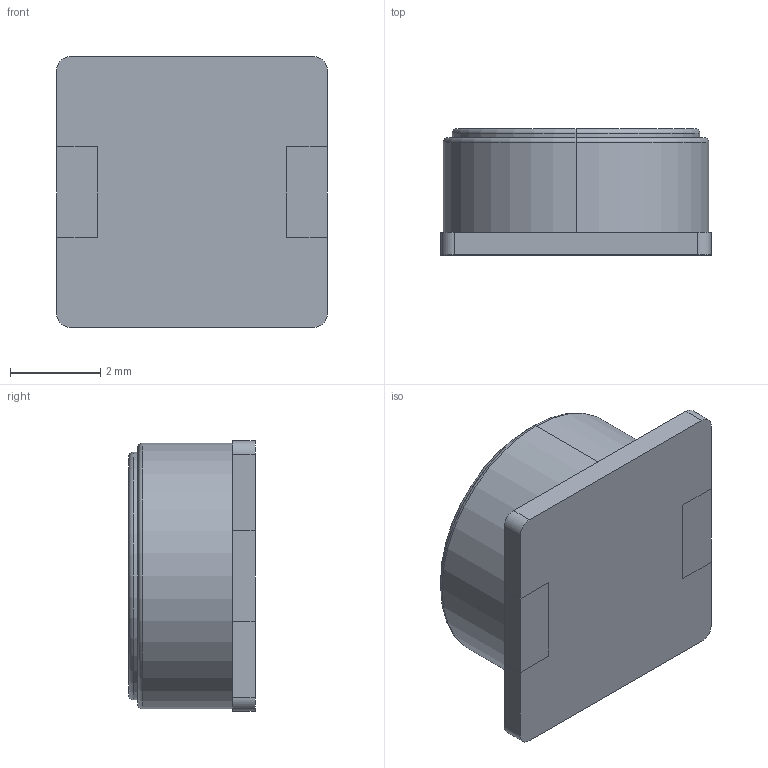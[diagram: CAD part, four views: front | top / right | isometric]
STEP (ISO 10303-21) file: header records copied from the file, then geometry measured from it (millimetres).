
FILE_DESCRIPTION (( 'STEP AP214' ), '1' );
FILE_NAME ('User Library-SLF6028_Series.STEP', '2016-06-02T08:44:00', ( 'Windows User' ), ( '' ), 'SwSTEP 2.0', 'SolidWorks 2016', '' );
FILE_SCHEMA (( 'AUTOMOTIVE_DESIGN' ));
Length unit declared in the file: millimetre
Products named in the file (1): User Library-SLF6028_Series
Bounding box: 6 x 2.8 x 6 mm (x, y, z)
Volume: 80.1 mm3; surface area: 245.3 mm2
Topology: 6 solids, 6 shells, 49 faces, 104 edges, 68 vertices
Faces by surface type: plane 35, cylinder 10, torus 4
Entity records: 1932 total; most frequent: DIRECTION 232, CARTESIAN_POINT 222, ORIENTED_EDGE 208, EDGE_CURVE 104, AXIS2_PLACEMENT_3D 78, VECTOR 76, LINE 76, VERTEX_POINT 68
